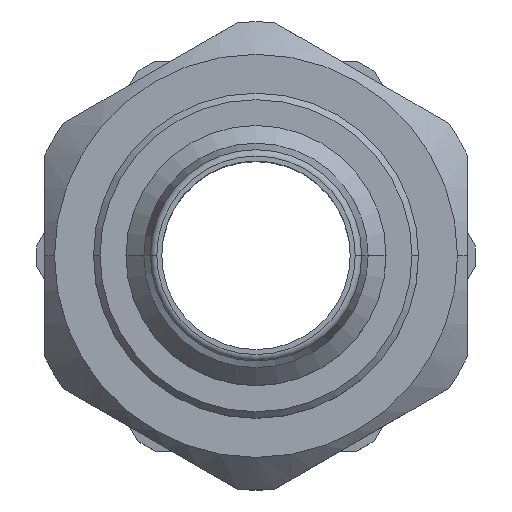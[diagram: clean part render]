
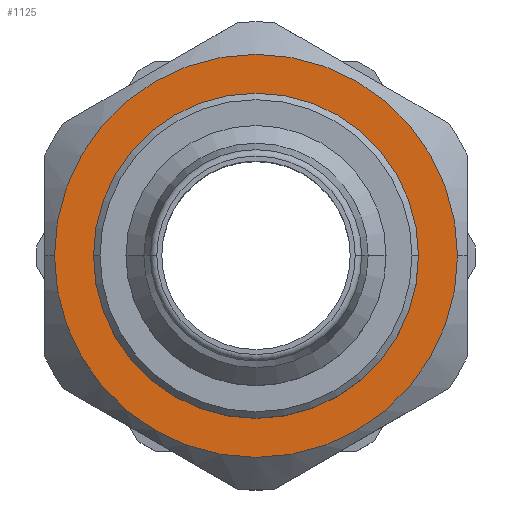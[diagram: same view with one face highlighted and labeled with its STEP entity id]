
A CAD part, top view. The second image highlights one B-rep face of the part: STEP entity #1125.
In plain terms, the highlighted planar face has unit normal (0, 0, 1).
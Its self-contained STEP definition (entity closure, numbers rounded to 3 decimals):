
#999=AXIS2_PLACEMENT_3D('Circle Axis2P3D',#997,#998,$) ;
#1054=AXIS2_PLACEMENT_3D('Circle Axis2P3D',#1052,#1053,$) ;
#1101=AXIS2_PLACEMENT_3D('Plane Axis2P3D',#1098,#1099,#1100) ;
#1109=AXIS2_PLACEMENT_3D('Circle Axis2P3D',#1107,#1108,$) ;
#1118=AXIS2_PLACEMENT_3D('Circle Axis2P3D',#1116,#1117,$) ;
#994=CARTESIAN_POINT('Vertex',(0.55,7.2,7.)) ;
#997=CARTESIAN_POINT('Axis2P3D Location',(6.75,7.2,7.)) ;
#1001=CARTESIAN_POINT('Vertex',(12.95,7.2,7.)) ;
#1052=CARTESIAN_POINT('Axis2P3D Location',(6.75,7.2,7.)) ;
#1098=CARTESIAN_POINT('Axis2P3D Location',(1.75,7.2,7.)) ;
#1107=CARTESIAN_POINT('Axis2P3D Location',(6.75,7.2,7.)) ;
#1111=CARTESIAN_POINT('Vertex',(1.75,7.2,7.)) ;
#1113=CARTESIAN_POINT('Vertex',(11.75,7.2,7.)) ;
#1116=CARTESIAN_POINT('Axis2P3D Location',(6.75,7.2,7.)) ;
#998=DIRECTION('Axis2P3D Direction',(0.,0.,-1.)) ;
#1053=DIRECTION('Axis2P3D Direction',(0.,0.,-1.)) ;
#1099=DIRECTION('Axis2P3D Direction',(0.,0.,1.)) ;
#1100=DIRECTION('Axis2P3D XDirection',(1.,0.,0.)) ;
#1108=DIRECTION('Axis2P3D Direction',(0.,0.,1.)) ;
#1117=DIRECTION('Axis2P3D Direction',(0.,0.,1.)) ;
#1104=ORIENTED_EDGE('',*,*,#1003,.T.) ;
#1105=ORIENTED_EDGE('',*,*,#1056,.T.) ;
#1122=ORIENTED_EDGE('',*,*,#1115,.F.) ;
#1123=ORIENTED_EDGE('',*,*,#1120,.F.) ;
#1124=FACE_BOUND('',#1121,.T.) ;
#1125=ADVANCED_FACE('Hauptk\X2\00F6\X0\rper',(#1106,#1124),#1102,.T.) ;
#1000=CIRCLE('generated circle',#999,6.2) ;
#1055=CIRCLE('generated circle',#1054,6.2) ;
#1110=CIRCLE('generated circle',#1109,5.) ;
#1119=CIRCLE('generated circle',#1118,5.) ;
#1003=EDGE_CURVE('',#1002,#995,#1000,.F.) ;
#1056=EDGE_CURVE('',#995,#1002,#1055,.F.) ;
#1115=EDGE_CURVE('',#1112,#1114,#1110,.T.) ;
#1120=EDGE_CURVE('',#1114,#1112,#1119,.T.) ;
#1103=EDGE_LOOP('',(#1104,#1105)) ;
#1121=EDGE_LOOP('',(#1122,#1123)) ;
#1106=FACE_OUTER_BOUND('',#1103,.T.) ;
#1102=PLANE('',#1101) ;
#995=VERTEX_POINT('',#994) ;
#1002=VERTEX_POINT('',#1001) ;
#1112=VERTEX_POINT('',#1111) ;
#1114=VERTEX_POINT('',#1113) ;
